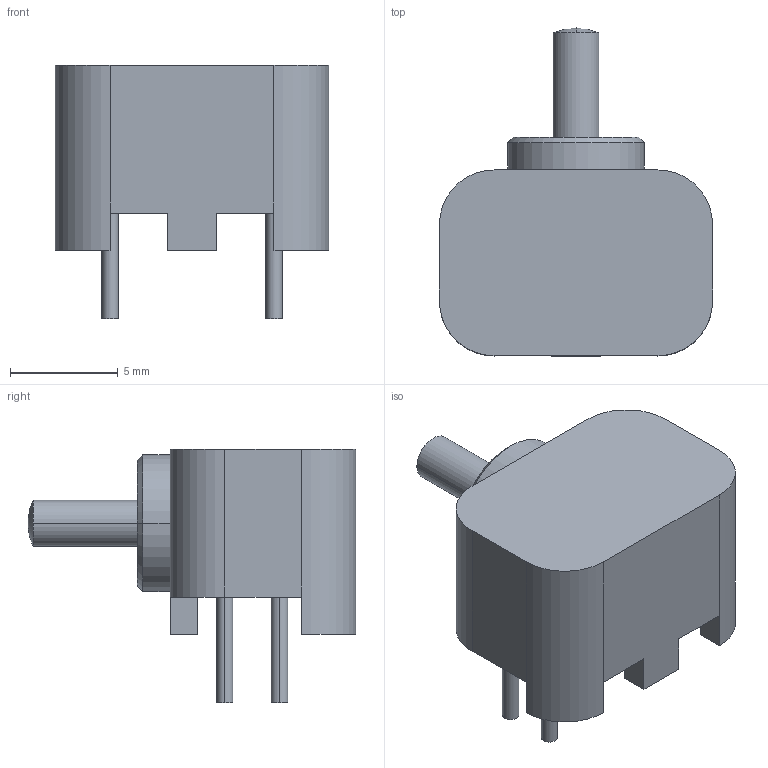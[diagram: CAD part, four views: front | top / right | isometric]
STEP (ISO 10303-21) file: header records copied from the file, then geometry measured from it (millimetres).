
FILE_DESCRIPTION((''),'2;1');
FILE_NAME('39-251','2015-01-08T',('amercuri'),(''),'PRO/ENGINEER BY PARAMETRIC TECHNOLOGY CORPORATION, 2011490','PRO/ENGINEER BY PARAMETRIC TECHNOLOGY CORPORATION, 2011490','');
FILE_SCHEMA(('CONFIG_CONTROL_DESIGN'));
Length unit declared in the file: inch
Products named in the file (1): 39-251
Bounding box: 12.7 x 15.24 x 11.76 mm (x, y, z)
Volume: 811.7 mm3; surface area: 632 mm2
Topology: 1 solids, 1 shells, 47 faces, 114 edges, 73 vertices
Faces by surface type: plane 25, cylinder 18, cone 2, sphere 2
Entity records: 1408 total; most frequent: DIRECTION 248, CARTESIAN_POINT 232, ORIENTED_EDGE 224, EDGE_CURVE 112, AXIS2_PLACEMENT_3D 89, VERTEX_POINT 73, VECTOR 70, LINE 70
